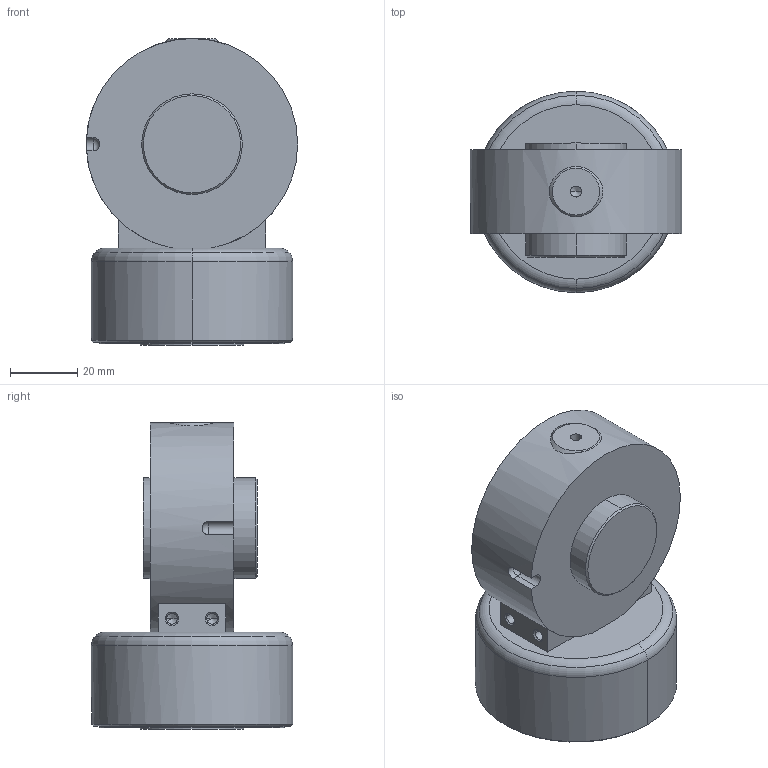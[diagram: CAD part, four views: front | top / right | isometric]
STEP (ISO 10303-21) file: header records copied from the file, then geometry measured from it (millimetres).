
FILE_DESCRIPTION((''),'2;1');
FILE_NAME('_J5_C4','2019-08-25T11:15:51',('arco0'),(''),'CREO PARAMETRIC BY PTC INC, 2018420','CREO PARAMETRIC BY PTC INC, 2018420','');
FILE_SCHEMA(('AUTOMOTIVE_DESIGN { 1 0 10303 214 1 1 1 1 }'));
Length unit declared in the file: millimetre
Products named in the file (1): _J5_C4
Bounding box: 63 x 60 x 91.5 mm (x, y, z)
Volume: 165146.7 mm3; surface area: 21963.4 mm2
Topology: 1 solids, 1 shells, 70 faces, 167 edges, 103 vertices
Faces by surface type: cylinder 26, plane 22, cone 17, torus 4, sphere 1
Entity records: 2594 total; most frequent: CARTESIAN_POINT 409, DIRECTION 367, ORIENTED_EDGE 320, EDGE_CURVE 160, AXIS2_PLACEMENT_3D 148, VERTEX_POINT 103, EDGE_LOOP 81, CIRCLE 78
